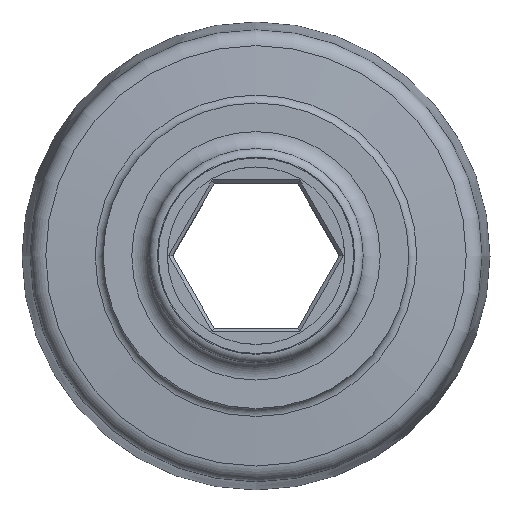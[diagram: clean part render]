
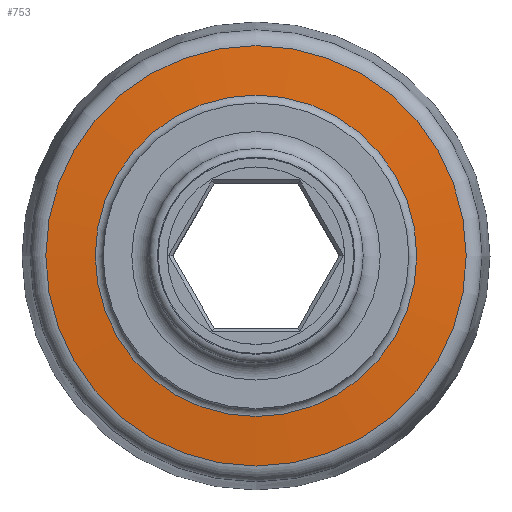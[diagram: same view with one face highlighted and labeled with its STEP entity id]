
A CAD part, top view. The second image highlights one B-rep face of the part: STEP entity #753.
In plain terms, the highlighted conical face has half-angle 85 degrees and reference radius 18.482 mm.
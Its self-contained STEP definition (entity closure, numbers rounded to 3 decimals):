
#57=LINE('',#2271,#109);
#109=VECTOR('',#1049,18.482);
#159=CONICAL_SURFACE('',#871,18.482,1.484);
#181=FACE_OUTER_BOUND('',#225,.T.);
#225=EDGE_LOOP('',(#593,#594,#595,#596,#597,#598));
#263=CIRCLE('',#804,14.132);
#264=CIRCLE('',#805,14.132);
#274=CIRCLE('',#817,18.482);
#275=CIRCLE('',#818,18.482);
#319=VERTEX_POINT('',#1159);
#320=VERTEX_POINT('',#1160);
#328=VERTEX_POINT('',#1181);
#329=VERTEX_POINT('',#1182);
#395=EDGE_CURVE('',#319,#320,#263,.T.);
#396=EDGE_CURVE('',#320,#319,#264,.T.);
#406=EDGE_CURVE('',#328,#329,#274,.T.);
#407=EDGE_CURVE('',#329,#328,#275,.T.);
#459=EDGE_CURVE('',#328,#320,#57,.T.);
#593=ORIENTED_EDGE('',*,*,#406,.T.);
#594=ORIENTED_EDGE('',*,*,#407,.T.);
#595=ORIENTED_EDGE('',*,*,#459,.T.);
#596=ORIENTED_EDGE('',*,*,#396,.T.);
#597=ORIENTED_EDGE('',*,*,#395,.T.);
#598=ORIENTED_EDGE('',*,*,#459,.F.);
#753=ADVANCED_FACE('',(#181),#159,.T.);
#804=AXIS2_PLACEMENT_3D('',#1161,#907,#908);
#805=AXIS2_PLACEMENT_3D('',#1162,#909,#910);
#817=AXIS2_PLACEMENT_3D('',#1183,#933,#934);
#818=AXIS2_PLACEMENT_3D('',#1184,#935,#936);
#871=AXIS2_PLACEMENT_3D('',#2270,#1047,#1048);
#907=DIRECTION('center_axis',(0.,0.,-1.));
#908=DIRECTION('ref_axis',(-1.,0.,0.));
#909=DIRECTION('center_axis',(0.,0.,-1.));
#910=DIRECTION('ref_axis',(-1.,0.,0.));
#933=DIRECTION('center_axis',(0.,0.,1.));
#934=DIRECTION('ref_axis',(-1.,0.,0.));
#935=DIRECTION('center_axis',(0.,0.,1.));
#936=DIRECTION('ref_axis',(-1.,0.,0.));
#1047=DIRECTION('center_axis',(0.,0.,-1.));
#1048=DIRECTION('ref_axis',(-1.,0.,0.));
#1049=DIRECTION('',(-0.996,0.,0.087));
#1159=CARTESIAN_POINT('',(-14.132,0.,9.845));
#1160=CARTESIAN_POINT('',(14.132,0.,9.845));
#1161=CARTESIAN_POINT('Origin',(0.,0.,9.845));
#1162=CARTESIAN_POINT('Origin',(0.,0.,9.845));
#1181=CARTESIAN_POINT('',(18.482,0.,9.465));
#1182=CARTESIAN_POINT('',(-18.482,0.,9.465));
#1183=CARTESIAN_POINT('Origin',(0.,0.,9.465));
#1184=CARTESIAN_POINT('Origin',(0.,0.,9.465));
#2270=CARTESIAN_POINT('Origin',(0.,0.,9.465));
#2271=CARTESIAN_POINT('',(18.482,0.,9.465));
